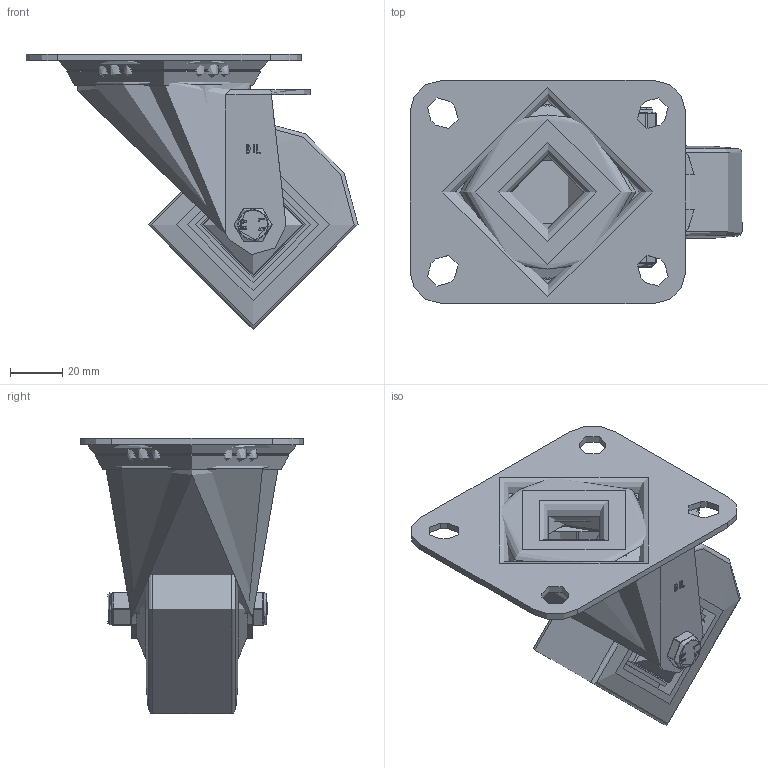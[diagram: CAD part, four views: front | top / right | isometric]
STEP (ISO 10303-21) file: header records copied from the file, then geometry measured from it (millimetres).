
FILE_DESCRIPTION(/* description */ (''),/* implementation_level */ '2;1');
FILE_NAME(/* name */ 'BZMM80SRNBJ.step',/* time_stamp */ '2024-07-30T16:44:15+01:00',/* author */ (''),/* organization */ (''),/* preprocessor_version */ 'ST-DEVELOPER v20',/* originating_system */ 'Autodesk Translation Framework v13.14.0.145',/* authorisation */ '');
FILE_SCHEMA (('AUTOMOTIVE_DESIGN { 1 0 10303 214 3 1 1 }'));
Length unit declared in the file: millimetre
Products named in the file (29): BZMM80SRNBJ; BZMM80WSRNBJM8 v1; BZMH80WSRNBJ; ELASTIC RUBBER TYRE; NYLON RIM; BEARING 6202; METAL; METAL2; Pattern; Component1 (1); MIDDLE; RUBBER; RUBBER2; HUBCAPM8X42RN; HUBCAPM8X42RN (1); NYLON CAP; BZMM80AS - 2 - 42 v1; ZINC PLATED, PRESSED STEEL TOP PLATE 1 (1); ZINC PLATED, PRESSED STEEL TOP PLATE 1 Geometry (1); BALL BEARINGS (1); Component1 (2); BEARING SEAL (1); ZINC PLATED, PRESSED STEEL FORKS (1); HEXBOLTM8X55Z8.8 v2; GRADE 8.8 ZINC PLATED BOLT; NYLOCM8Z v1; NYLOC NUT; NUT; RUBBER (1)
Assembly tree (59 placements, depth 6):
  BZMM80SRNBJ
    BZMM80WSRNBJM8 v1
      BZMH80WSRNBJ
        ELASTIC RUBBER TYRE
        NYLON RIM
        BEARING 6202
          METAL
          METAL2
          Pattern
            Component1 (1)  x8
          MIDDLE
          RUBBER
          RUBBER2
      HUBCAPM8X42RN
        NYLON CAP
      HUBCAPM8X42RN (1)
        NYLON CAP
    BZMM80AS - 2 - 42 v1
      ZINC PLATED, PRESSED STEEL TOP PLATE 1 (1)
        ZINC PLATED, PRESSED STEEL TOP PLATE 1 Geometry (1)
        BALL BEARINGS (1)
          Component1 (2)  x24
      BEARING SEAL (1)
      ZINC PLATED, PRESSED STEEL FORKS (1)
    HEXBOLTM8X55Z8.8 v2
      GRADE 8.8 ZINC PLATED BOLT
    NYLOCM8Z v1
      NYLOC NUT
        NUT
        RUBBER (1)
Bounding box: 126.5 x 85 x 105 mm (x, y, z)
Volume: 204342.2 mm3; surface area: 108192.8 mm2
Topology: 47 solids, 47 shells, 754 faces, 1837 edges, 1190 vertices
Faces by surface type: plane 267, cylinder 196, bspline 178, sphere 72, torus 24, cone 17
Full cylindrical faces by diameter (mm): 0.664 x2, 6.446 x7, 7.866 x13, 8 x3, 8.2 x4, 8.6 x2, 11.5 x1, 12.1 x1, 14.9 x2, 15 x1, 18 x1, 19 x2, 20 x4, 22.5 x2, 23 x2, 26 x2, 27.5 x1, 28 x2, 30 x4, 30.5 x2, 31 x6, 31.5 x1, 32 x1, 35 x4, 36 x2, 38.5 x2, 40 x2, 44 x2, 48 x2, 50 x2
Entity records: 28961 total; most frequent: CARTESIAN_POINT 12436, ORIENTED_EDGE 3384, DIRECTION 2909, EDGE_CURVE 1692, VERTEX_POINT 1111, AXIS2_PLACEMENT_3D 1088, EDGE_LOOP 853, LINE 733
